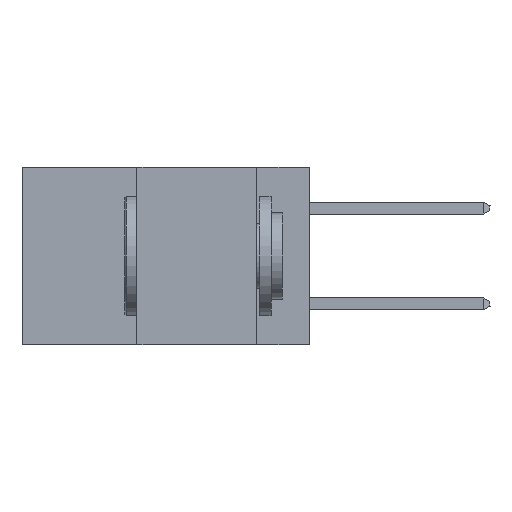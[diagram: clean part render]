
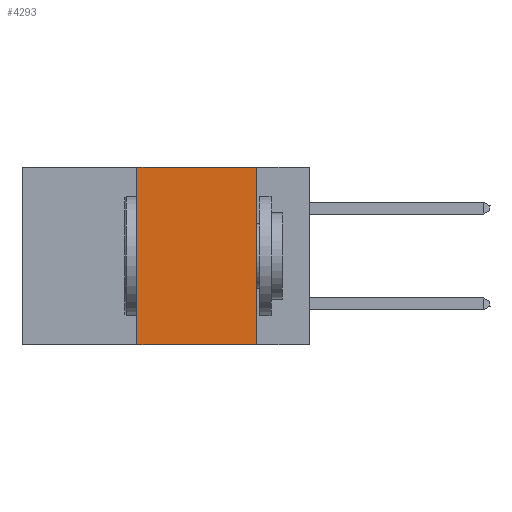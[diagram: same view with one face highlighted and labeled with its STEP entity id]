
A CAD part, left-side view. The second image highlights one B-rep face of the part: STEP entity #4293.
In plain terms, the highlighted planar face has unit normal (-1, 0, 0).
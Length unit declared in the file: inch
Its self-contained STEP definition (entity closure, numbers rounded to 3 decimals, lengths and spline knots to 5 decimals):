
#1266 = ORIENTED_EDGE ( 'NONE', *, *, #13019, .F. ) ;
#1927 = VERTEX_POINT ( 'NONE', #5065 ) ;
#2177 = VECTOR ( 'NONE', #4403, 39.37008 ) ;
#2255 = VECTOR ( 'NONE', #2420, 39.37008 ) ;
#2420 = DIRECTION ( 'NONE',  ( 0., 0., -1. ) ) ;
#2692 = LINE ( 'NONE', #12783, #8994 ) ;
#2891 = VERTEX_POINT ( 'NONE', #15581 ) ;
#3501 = AXIS2_PLACEMENT_3D ( 'NONE', #12890, #13471, #13438 ) ;
#4293 = ADVANCED_FACE ( 'NONE', ( #13528 ), #12479, .F. ) ;
#4403 = DIRECTION ( 'NONE',  ( 0., -1., 0. ) ) ;
#4795 = CARTESIAN_POINT ( 'NONE',  ( 0., 0.36, -0.37 ) ) ;
#5065 = CARTESIAN_POINT ( 'NONE',  ( 0., 0.11, -0.37 ) ) ;
#5246 = VECTOR ( 'NONE', #5936, 39.37008 ) ;
#5680 = VERTEX_POINT ( 'NONE', #4795 ) ;
#5936 = DIRECTION ( 'NONE',  ( 0., -1., 0. ) ) ;
#6850 = ORIENTED_EDGE ( 'NONE', *, *, #14655, .F. ) ;
#7195 = EDGE_CURVE ( 'NONE', #5680, #1927, #15441, .T. ) ;
#8558 = LINE ( 'NONE', #10892, #5246 ) ;
#8994 = VECTOR ( 'NONE', #9113, 39.37008 ) ;
#9113 = DIRECTION ( 'NONE',  ( 0., 0., 1. ) ) ;
#10892 = CARTESIAN_POINT ( 'NONE',  ( 0., 0.6, 0. ) ) ;
#11189 = CARTESIAN_POINT ( 'NONE',  ( 0., 0.11, 0. ) ) ;
#11445 = CARTESIAN_POINT ( 'NONE',  ( 0., 0.11, 0. ) ) ;
#11792 = CARTESIAN_POINT ( 'NONE',  ( 0., 0.6, -0.37 ) ) ;
#12262 = LINE ( 'NONE', #11189, #2255 ) ;
#12479 = PLANE ( 'NONE',  #3501 ) ;
#12783 = CARTESIAN_POINT ( 'NONE',  ( 0., 0.36, 0. ) ) ;
#12890 = CARTESIAN_POINT ( 'NONE',  ( 0., 0.6, 0. ) ) ;
#13019 = EDGE_CURVE ( 'NONE', #5680, #2891, #2692, .T. ) ;
#13438 = DIRECTION ( 'NONE',  ( 0., 0., -1. ) ) ;
#13471 = DIRECTION ( 'NONE',  ( 1., 0., 0. ) ) ;
#13500 = EDGE_CURVE ( 'NONE', #16174, #1927, #12262, .T. ) ;
#13528 = FACE_OUTER_BOUND ( 'NONE', #15948, .T. ) ;
#14655 = EDGE_CURVE ( 'NONE', #2891, #16174, #8558, .T. ) ;
#15441 = LINE ( 'NONE', #11792, #2177 ) ;
#15534 = ORIENTED_EDGE ( 'NONE', *, *, #13500, .F. ) ;
#15581 = CARTESIAN_POINT ( 'NONE',  ( 0., 0.36, 0. ) ) ;
#15722 = ORIENTED_EDGE ( 'NONE', *, *, #7195, .T. ) ;
#15948 = EDGE_LOOP ( 'NONE', ( #15534, #6850, #1266, #15722 ) ) ;
#16174 = VERTEX_POINT ( 'NONE', #11445 ) ;
